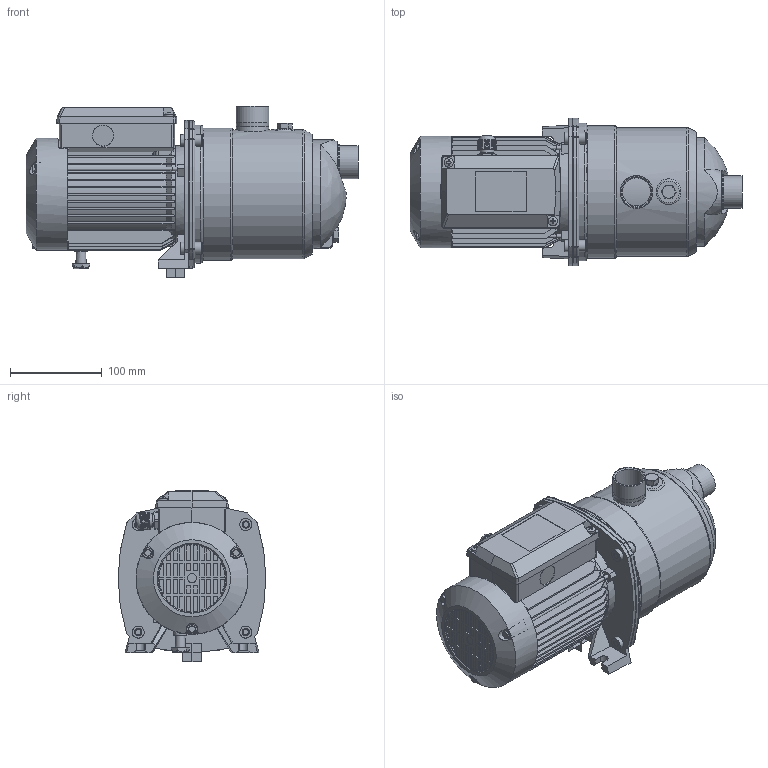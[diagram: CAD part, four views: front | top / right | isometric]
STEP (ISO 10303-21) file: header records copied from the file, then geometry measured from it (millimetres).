
FILE_DESCRIPTION(('STEP AP214'),'2;1');
FILE_NAME('4_93_575_01_REV00.stp','2014-06-16T08:32:37',(''),(''),'2014.1.117','THINKDESIGN','');
FILE_SCHEMA(('AUTOMOTIVE_DESIGN'));
Length unit declared in the file: millimetre
Bounding box: 362 x 161 x 187 mm (x, y, z)
Volume: 4877673.7 mm3; surface area: 491593.7 mm2
Topology: 20 solids, 20 shells, 1263 faces, 3460 edges, 2305 vertices
Faces by surface type: plane 774, cylinder 245, bspline 244
Full cylindrical faces by diameter (mm): 3.5 x3, 4 x3, 5 x3, 6 x2, 6.7 x4, 8 x4, 9 x4, 9.728 x2, 10 x4, 10.5 x3, 11.5 x1, 12.5 x1, 13 x4, 13.4 x1, 14 x3, 14.16 x1, 15 x1, 16 x1, 18 x1, 23 x2, 28.5 x1, 30.7 x2, 32.7 x1, 33 x1, 35.4 x1, 35.7 x1, 35.8 x1, 38 x1, 95 x1, 101 x1
Entity records: 57276 total; most frequent: CARTESIAN_POINT 14381, ORIENTED_EDGE 6840, DIRECTION 6112, EDGE_CURVE 3420, VERTEX_POINT 2289, AXIS2_PLACEMENT_3D 2054, VECTOR 2004, LINE 2004
